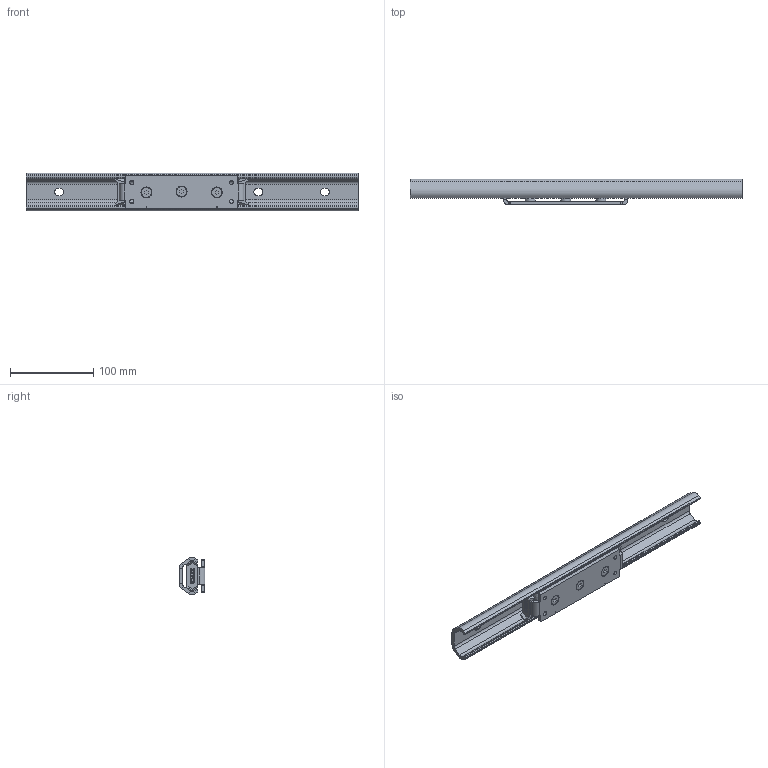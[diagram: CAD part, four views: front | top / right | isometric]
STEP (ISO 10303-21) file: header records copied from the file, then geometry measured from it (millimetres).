
FILE_DESCRIPTION((''),'2;1');
FILE_NAME('S-CB 45-21.AX.stp','2014-12-15T08:28:36',('MRathmann'),(''),'Autodesk Inventor 2012','Autodesk Inventor 2012','');
FILE_SCHEMA(('CONFIG_CONTROL_DESIGN'));
Length unit declared in the file: millimetre
Products named in the file (18): S-CB 45-21.AX; CB 45-21; ABS X45; CBRS 45-5200; S-SRS 10-45 (kurz); S-CBXY 36-45.2RS; AR--CBRY 35-43-Rund; IR--CBRY 35-43; Käfig J--CBRY 35-43; K_4,7625_K; für 43 Rollekäfig; DI.6200.RS; GU.6200.RS; ST.6200.RS; CBRE 45-5200; S-SRE 10-45 (kurz); # S-LBX 45-400; DIN 7991 M6x16
Assembly tree (38 placements, depth 5):
  S-CB 45-21.AX
    CB 45-21
    ABS X45  x2
    CBRS 45-5200  x2
      S-SRS 10-45 (kurz)
      S-CBXY 36-45.2RS
        AR--CBRY 35-43-Rund
        IR--CBRY 35-43
        Käfig J--CBRY 35-43  x2
        K_4,7625_K  x8
        für 43 Rollekäfig  x8
        DI.6200.RS  x2
          GU.6200.RS
          ST.6200.RS
    CBRE 45-5200
      S-SRE 10-45 (kurz)
      S-CBXY 36-45.2RS
        AR--CBRY 35-43-Rund
        IR--CBRY 35-43
        Käfig J--CBRY 35-43  x2
        K_4,7625_K  x8
        für 43 Rollekäfig  x8
        DI.6200.RS  x2
          GU.6200.RS
          ST.6200.RS
    # S-LBX 45-400
    DIN 7991 M6x16  x3
Bounding box: 400 x 30.9 x 45.11 mm (x, y, z)
Volume: 168138.5 mm3; surface area: 110305.5 mm2
Topology: 82 solids, 82 shells, 1520 faces, 3692 edges, 2397 vertices
Faces by surface type: plane 475, torus 420, cylinder 365, sphere 168, cone 92
Full cylindrical faces by diameter (mm): 0.5 x2, 0.75 x72, 1.5 x48, 4.917 x4, 5.459 x3, 6 x3, 6.5 x3, 9.98 x3, 10 x3, 12 x6, 17.3 x6, 17.4 x6, 18.3 x6, 18.642 x12, 23.2 x6, 24.4 x6, 24.5 x6, 24.6 x6, 25 x12, 25.6 x6, 26.7 x6, 27 x6
Entity records: 14243 total; most frequent: CARTESIAN_POINT 3589, DIRECTION 2195, ORIENTED_EDGE 1918, EDGE_CURVE 959, AXIS2_PLACEMENT_3D 891, VERTEX_POINT 665, EDGE_LOOP 610, FACE_OUTER_BOUND 439
